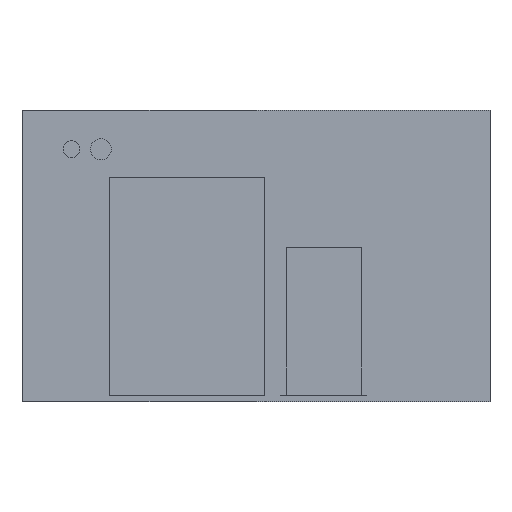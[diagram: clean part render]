
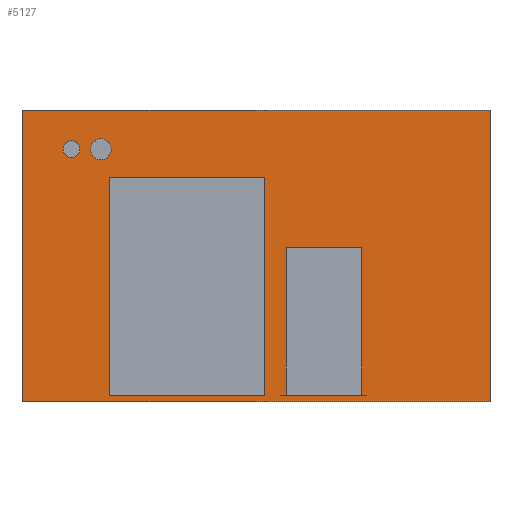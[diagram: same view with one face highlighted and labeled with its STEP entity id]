
A CAD part, front view. The second image highlights one B-rep face of the part: STEP entity #5127.
In plain terms, the highlighted planar face has unit normal (0, -1, 0).
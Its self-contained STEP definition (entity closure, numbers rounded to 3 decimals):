
#78=FACE_BOUND('',#695,.T.);
#79=FACE_BOUND('',#696,.T.);
#101=PLANE('',#5501);
#377=FACE_OUTER_BOUND('',#694,.T.);
#694=EDGE_LOOP('',(#3661,#3662,#3663,#3664));
#695=EDGE_LOOP('',(#3665));
#696=EDGE_LOOP('',(#3666));
#1026=LINE('',#7386,#1674);
#1028=LINE('',#7390,#1676);
#1030=LINE('',#7394,#1678);
#1032=LINE('',#7397,#1680);
#1674=VECTOR('',#5934,10.);
#1676=VECTOR('',#5938,10.);
#1678=VECTOR('',#5942,10.);
#1680=VECTOR('',#5946,10.);
#2304=CIRCLE('',#5485,20.);
#2306=CIRCLE('',#5489,25.);
#2388=VERTEX_POINT('',#7337);
#2390=VERTEX_POINT('',#7344);
#2403=VERTEX_POINT('',#7383);
#2404=VERTEX_POINT('',#7385);
#2405=VERTEX_POINT('',#7389);
#2406=VERTEX_POINT('',#7393);
#2877=EDGE_CURVE('',#2388,#2388,#2304,.T.);
#2880=EDGE_CURVE('',#2390,#2390,#2306,.T.);
#2898=EDGE_CURVE('',#2404,#2403,#1026,.T.);
#2900=EDGE_CURVE('',#2405,#2404,#1028,.T.);
#2902=EDGE_CURVE('',#2406,#2405,#1030,.T.);
#2904=EDGE_CURVE('',#2403,#2406,#1032,.T.);
#3661=ORIENTED_EDGE('',*,*,#2904,.T.);
#3662=ORIENTED_EDGE('',*,*,#2902,.T.);
#3663=ORIENTED_EDGE('',*,*,#2900,.T.);
#3664=ORIENTED_EDGE('',*,*,#2898,.T.);
#3665=ORIENTED_EDGE('',*,*,#2877,.T.);
#3666=ORIENTED_EDGE('',*,*,#2880,.T.);
#5127=ADVANCED_FACE('',(#377,#78,#79),#101,.T.);
#5485=AXIS2_PLACEMENT_3D('',#7339,#5890,#5891);
#5489=AXIS2_PLACEMENT_3D('',#7346,#5899,#5900);
#5501=AXIS2_PLACEMENT_3D('',#7398,#5947,#5948);
#5890=DIRECTION('center_axis',(0.,1.,0.));
#5891=DIRECTION('ref_axis',(1.,0.,0.));
#5899=DIRECTION('center_axis',(0.,1.,0.));
#5900=DIRECTION('ref_axis',(1.,0.,0.));
#5934=DIRECTION('',(-1.,0.,0.));
#5938=DIRECTION('',(0.,0.,1.));
#5942=DIRECTION('',(1.,0.,0.));
#5946=DIRECTION('',(0.,0.,-1.));
#5947=DIRECTION('center_axis',(0.,-1.,0.));
#5948=DIRECTION('ref_axis',(0.,0.,-1.));
#7337=CARTESIAN_POINT('',(-459.5,-370.,254.5));
#7339=CARTESIAN_POINT('Origin',(-439.5,-370.,254.5));
#7344=CARTESIAN_POINT('',(-394.5,-370.,254.5));
#7346=CARTESIAN_POINT('Origin',(-369.5,-370.,254.5));
#7383=CARTESIAN_POINT('',(-557.5,-370.,347.5));
#7385=CARTESIAN_POINT('',(557.5,-370.,347.5));
#7386=CARTESIAN_POINT('',(-557.5,-370.,347.5));
#7389=CARTESIAN_POINT('',(557.5,-370.,-347.5));
#7390=CARTESIAN_POINT('',(557.5,-370.,347.5));
#7393=CARTESIAN_POINT('',(-557.5,-370.,-347.5));
#7394=CARTESIAN_POINT('',(557.5,-370.,-347.5));
#7397=CARTESIAN_POINT('',(-557.5,-370.,-347.5));
#7398=CARTESIAN_POINT('Origin',(0.,-370.,0.));
